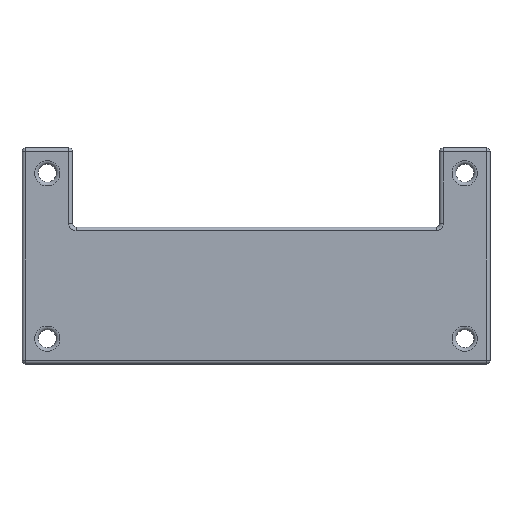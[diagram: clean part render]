
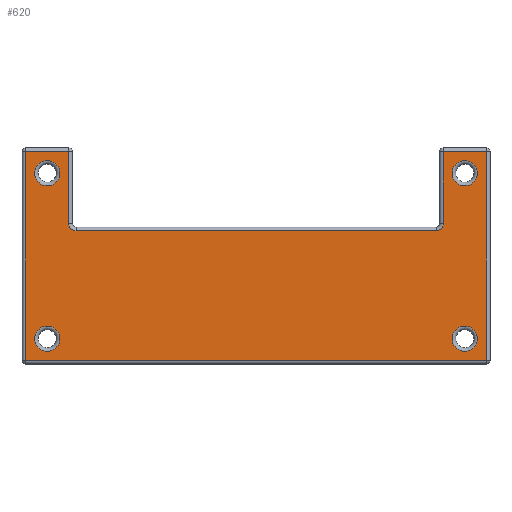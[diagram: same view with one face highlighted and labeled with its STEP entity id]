
A CAD part, top view. The second image highlights one B-rep face of the part: STEP entity #620.
In plain terms, the highlighted planar face has unit normal (0, 0, 1).
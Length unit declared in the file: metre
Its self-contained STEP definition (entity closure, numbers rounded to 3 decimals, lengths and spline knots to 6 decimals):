
#32=CIRCLE('',#684,0.00175);
#33=CIRCLE('',#685,0.00175);
#34=CIRCLE('',#686,0.00175);
#35=CIRCLE('',#687,0.00175);
#36=CIRCLE('',#688,0.001);
#37=CIRCLE('',#689,0.001);
#130=ORIENTED_EDGE('',*,*,#302,.T.);
#131=ORIENTED_EDGE('',*,*,#303,.T.);
#132=ORIENTED_EDGE('',*,*,#304,.T.);
#133=ORIENTED_EDGE('',*,*,#305,.T.);
#134=ORIENTED_EDGE('',*,*,#306,.T.);
#135=ORIENTED_EDGE('',*,*,#307,.T.);
#136=ORIENTED_EDGE('',*,*,#308,.T.);
#137=ORIENTED_EDGE('',*,*,#309,.T.);
#138=ORIENTED_EDGE('',*,*,#310,.F.);
#139=ORIENTED_EDGE('',*,*,#311,.T.);
#140=ORIENTED_EDGE('',*,*,#312,.F.);
#141=ORIENTED_EDGE('',*,*,#313,.T.);
#142=ORIENTED_EDGE('',*,*,#314,.T.);
#143=ORIENTED_EDGE('',*,*,#315,.T.);
#302=EDGE_CURVE('',#388,#388,#32,.F.);
#303=EDGE_CURVE('',#389,#389,#33,.F.);
#304=EDGE_CURVE('',#390,#390,#34,.F.);
#305=EDGE_CURVE('',#391,#391,#35,.F.);
#306=EDGE_CURVE('',#392,#393,#434,.T.);
#307=EDGE_CURVE('',#393,#394,#435,.F.);
#308=EDGE_CURVE('',#394,#395,#436,.F.);
#309=EDGE_CURVE('',#395,#396,#437,.F.);
#310=EDGE_CURVE('',#397,#396,#36,.T.);
#311=EDGE_CURVE('',#397,#398,#438,.F.);
#312=EDGE_CURVE('',#399,#398,#37,.T.);
#313=EDGE_CURVE('',#399,#400,#439,.F.);
#314=EDGE_CURVE('',#400,#401,#440,.F.);
#315=EDGE_CURVE('',#401,#392,#441,.T.);
#388=VERTEX_POINT('',#1064);
#389=VERTEX_POINT('',#1066);
#390=VERTEX_POINT('',#1068);
#391=VERTEX_POINT('',#1070);
#392=VERTEX_POINT('',#1072);
#393=VERTEX_POINT('',#1073);
#394=VERTEX_POINT('',#1075);
#395=VERTEX_POINT('',#1077);
#396=VERTEX_POINT('',#1079);
#397=VERTEX_POINT('',#1081);
#398=VERTEX_POINT('',#1083);
#399=VERTEX_POINT('',#1085);
#400=VERTEX_POINT('',#1087);
#401=VERTEX_POINT('',#1089);
#434=LINE('',#1071,#474);
#435=LINE('',#1074,#475);
#436=LINE('',#1076,#476);
#437=LINE('',#1078,#477);
#438=LINE('',#1082,#478);
#439=LINE('',#1086,#479);
#440=LINE('',#1088,#480);
#441=LINE('',#1090,#481);
#474=VECTOR('',#835,1.);
#475=VECTOR('',#836,1.);
#476=VECTOR('',#837,1.);
#477=VECTOR('',#838,1.);
#478=VECTOR('',#841,1.);
#479=VECTOR('',#844,1.);
#480=VECTOR('',#845,1.);
#481=VECTOR('',#846,1.);
#498=EDGE_LOOP('',(#130));
#499=EDGE_LOOP('',(#131));
#500=EDGE_LOOP('',(#132));
#501=EDGE_LOOP('',(#133));
#502=EDGE_LOOP('',(#134,#135,#136,#137,#138,#139,#140,#141,#142,#143));
#556=FACE_BOUND('',#498,.T.);
#557=FACE_BOUND('',#499,.T.);
#558=FACE_BOUND('',#500,.T.);
#559=FACE_BOUND('',#501,.T.);
#560=FACE_BOUND('',#502,.T.);
#606=PLANE('',#683);
#620=ADVANCED_FACE('',(#556,#557,#558,#559,#560),#606,.T.);
#683=AXIS2_PLACEMENT_3D('',#1062,#825,#826);
#684=AXIS2_PLACEMENT_3D('',#1063,#827,#828);
#685=AXIS2_PLACEMENT_3D('',#1065,#829,#830);
#686=AXIS2_PLACEMENT_3D('',#1067,#831,#832);
#687=AXIS2_PLACEMENT_3D('',#1069,#833,#834);
#688=AXIS2_PLACEMENT_3D('',#1080,#839,#840);
#689=AXIS2_PLACEMENT_3D('',#1084,#842,#843);
#825=DIRECTION('',(0.,0.,1.));
#826=DIRECTION('',(1.,0.,0.));
#827=DIRECTION('',(0.,0.,1.));
#828=DIRECTION('',(1.,0.,0.));
#829=DIRECTION('',(0.,0.,1.));
#830=DIRECTION('',(1.,0.,0.));
#831=DIRECTION('',(0.,0.,1.));
#832=DIRECTION('',(1.,0.,0.));
#833=DIRECTION('',(0.,0.,1.));
#834=DIRECTION('',(1.,0.,0.));
#835=DIRECTION('',(1.,0.,0.));
#836=DIRECTION('',(0.,-1.,0.));
#837=DIRECTION('',(1.,0.,0.));
#838=DIRECTION('',(0.,1.,0.));
#839=DIRECTION('',(0.,0.,1.));
#840=DIRECTION('',(1.,0.,0.));
#841=DIRECTION('',(1.,0.,0.));
#842=DIRECTION('',(0.,0.,1.));
#843=DIRECTION('',(1.,0.,0.));
#844=DIRECTION('',(0.,-1.,0.));
#845=DIRECTION('',(1.,0.,0.));
#846=DIRECTION('',(0.,-1.,0.));
#1062=CARTESIAN_POINT('',(-0.009064,0.002874,0.0014));
#1063=CARTESIAN_POINT('',(0.019936,-0.008626,0.0014));
#1064=CARTESIAN_POINT('',(0.021686,-0.008626,0.0014));
#1065=CARTESIAN_POINT('',(-0.038064,-0.008626,0.0014));
#1066=CARTESIAN_POINT('',(-0.036314,-0.008626,0.0014));
#1067=CARTESIAN_POINT('',(0.019936,0.014374,0.0014));
#1068=CARTESIAN_POINT('',(0.021686,0.014374,0.0014));
#1069=CARTESIAN_POINT('',(-0.038064,0.014374,0.0014));
#1070=CARTESIAN_POINT('',(-0.036314,0.014374,0.0014));
#1071=CARTESIAN_POINT('',(0.023436,-0.011626,0.0014));
#1072=CARTESIAN_POINT('',(-0.041064,-0.011626,0.0014));
#1073=CARTESIAN_POINT('',(0.022936,-0.011626,0.0014));
#1074=CARTESIAN_POINT('',(0.022936,0.002874,0.0014));
#1075=CARTESIAN_POINT('',(0.022936,0.017374,0.0014));
#1076=CARTESIAN_POINT('',(-0.009064,0.017374,0.0014));
#1077=CARTESIAN_POINT('',(0.016936,0.017374,0.0014));
#1078=CARTESIAN_POINT('',(0.016936,0.002874,0.0014));
#1079=CARTESIAN_POINT('',(0.016936,0.007374,0.0014));
#1080=CARTESIAN_POINT('',(0.015936,0.007374,0.0014));
#1081=CARTESIAN_POINT('',(0.015936,0.006374,0.0014));
#1082=CARTESIAN_POINT('',(-0.009064,0.006374,0.0014));
#1083=CARTESIAN_POINT('',(-0.034064,0.006373,0.0014));
#1084=CARTESIAN_POINT('',(-0.034064,0.007373,0.0014));
#1085=CARTESIAN_POINT('',(-0.035064,0.007373,0.0014));
#1086=CARTESIAN_POINT('',(-0.035064,0.002874,0.0014));
#1087=CARTESIAN_POINT('',(-0.035064,0.017374,0.0014));
#1088=CARTESIAN_POINT('',(-0.009064,0.017374,0.0014));
#1089=CARTESIAN_POINT('',(-0.041064,0.017374,0.0014));
#1090=CARTESIAN_POINT('',(-0.041064,-0.012126,0.0014));
